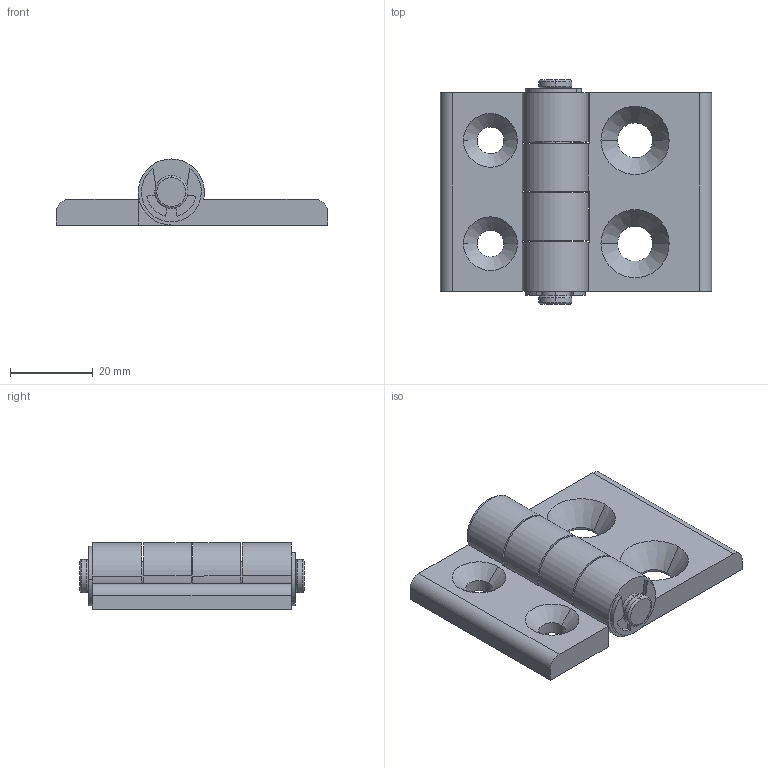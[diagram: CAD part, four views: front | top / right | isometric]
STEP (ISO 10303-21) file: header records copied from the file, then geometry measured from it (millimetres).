
FILE_DESCRIPTION (( 'STEP AP214' ), '1' );
FILE_NAME ('A816 Ïåòëÿ àëþìèíèåâàÿ 3040.STEP', '2023-11-14T14:25:57', ( '' ), ( '' ), 'SwSTEP 2.0', 'SolidWorks 2022', '' );
FILE_SCHEMA (( 'AUTOMOTIVE_DESIGN' ));
Length unit declared in the file: millimetre
Products named in the file (5): A816 Петля алюминиевая 3040; A816 Петля, часть 30 серии_00; A816 Палец_00; A816 Кольцо_00; A816 Петля, часть 40 серии_00
Assembly tree (5 placements, depth 2):
  A816 Петля алюминиевая 3040
    A816 Петля, часть 40 серии_00
    A816 Петля, часть 30 серии_00
    A816 Палец_00
    A816 Кольцо_00  x2
Bounding box: 65.59 x 54.25 x 16 mm (x, y, z)
Volume: 22827.9 mm3; surface area: 12620.9 mm2
Topology: 5 solids, 5 shells, 104 faces, 262 edges, 168 vertices
Faces by surface type: cylinder 50, plane 38, cone 8, torus 8
Entity records: 2921 total; most frequent: DIRECTION 523, CARTESIAN_POINT 462, ORIENTED_EDGE 446, EDGE_CURVE 223, AXIS2_PLACEMENT_3D 203, VERTEX_POINT 142, VECTOR 117, LINE 117
